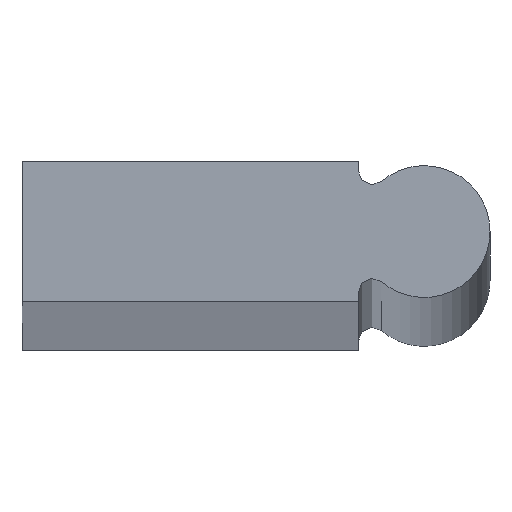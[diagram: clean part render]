
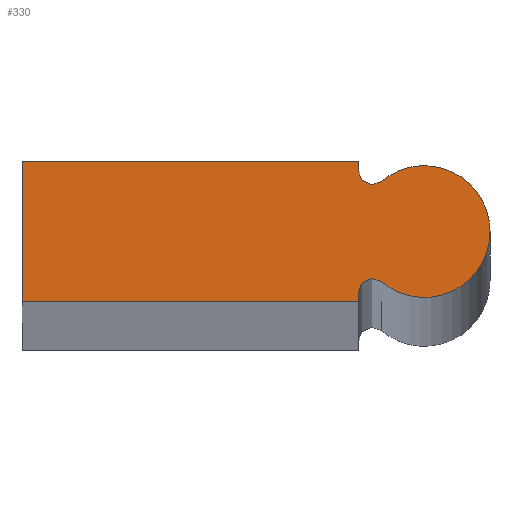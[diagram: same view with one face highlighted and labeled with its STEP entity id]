
A CAD part, top view. The second image highlights one B-rep face of the part: STEP entity #330.
In plain terms, the highlighted planar face has unit normal (0, 0, 1).
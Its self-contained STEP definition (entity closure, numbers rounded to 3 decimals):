
#9 = CIRCLE ( 'NONE', #206, 0.5 ) ;
#16 = VECTOR ( 'NONE', #229, 1000. ) ;
#17 = DIRECTION ( 'NONE',  ( 1., 0., 0. ) ) ;
#20 = EDGE_CURVE ( 'NONE', #283, #171, #362, .T. ) ;
#25 = ORIENTED_EDGE ( 'NONE', *, *, #71, .T. ) ;
#33 = ORIENTED_EDGE ( 'NONE', *, *, #369, .T. ) ;
#45 = DIRECTION ( 'NONE',  ( 0., 0., 1. ) ) ;
#50 = CARTESIAN_POINT ( 'NONE',  ( -6., 2.5, 500. ) ) ;
#54 = FACE_OUTER_BOUND ( 'NONE', #351, .T. ) ;
#55 = CARTESIAN_POINT ( 'NONE',  ( -6., 2.5, 500. ) ) ;
#57 = CARTESIAN_POINT ( 'NONE',  ( 0., 0., 500. ) ) ;
#64 = CARTESIAN_POINT ( 'NONE',  ( 6., 2.168, 500. ) ) ;
#71 = EDGE_CURVE ( 'NONE', #171, #137, #385, .T. ) ;
#75 = LINE ( 'NONE', #77, #178 ) ;
#77 = CARTESIAN_POINT ( 'NONE',  ( 6., 2.5, 500. ) ) ;
#81 = DIRECTION ( 'NONE',  ( 1., 0., 0. ) ) ;
#85 = CARTESIAN_POINT ( 'NONE',  ( -6., 2.5, 500. ) ) ;
#88 = EDGE_CURVE ( 'NONE', #137, #359, #324, .T. ) ;
#91 = DIRECTION ( 'NONE',  ( 1., 0., 0. ) ) ;
#94 = LINE ( 'NONE', #55, #16 ) ;
#101 = CARTESIAN_POINT ( 'NONE',  ( 6.825, -1.788, 500. ) ) ;
#107 = VECTOR ( 'NONE', #17, 1000. ) ;
#111 = CARTESIAN_POINT ( 'NONE',  ( 10.7, 0., 500. ) ) ;
#116 = DIRECTION ( 'NONE',  ( -1., 0., 0. ) ) ;
#117 = CIRCLE ( 'NONE', #247, 2.35 ) ;
#121 = CARTESIAN_POINT ( 'NONE',  ( 6., -2.5, 500. ) ) ;
#125 = VECTOR ( 'NONE', #293, 1000. ) ;
#137 = VERTEX_POINT ( 'NONE', #64 ) ;
#138 = DIRECTION ( 'NONE',  ( 1., 0., 0. ) ) ;
#139 = CARTESIAN_POINT ( 'NONE',  ( -6., -2.5, 500. ) ) ;
#148 = PLANE ( 'NONE',  #218 ) ;
#156 = VERTEX_POINT ( 'NONE', #85 ) ;
#171 = VERTEX_POINT ( 'NONE', #278 ) ;
#178 = VECTOR ( 'NONE', #181, 1000. ) ;
#179 = ORIENTED_EDGE ( 'NONE', *, *, #279, .T. ) ;
#181 = DIRECTION ( 'NONE',  ( 0., 1., 0. ) ) ;
#183 = CARTESIAN_POINT ( 'NONE',  ( 6., 2.5, 500. ) ) ;
#190 = DIRECTION ( 'NONE',  ( 0., 0., 1. ) ) ;
#193 = LINE ( 'NONE', #400, #107 ) ;
#196 = EDGE_CURVE ( 'NONE', #156, #409, #94, .T. ) ;
#203 = VECTOR ( 'NONE', #116, 1000. ) ;
#206 = AXIS2_PLACEMENT_3D ( 'NONE', #344, #274, #81 ) ;
#212 = AXIS2_PLACEMENT_3D ( 'NONE', #354, #323, #356 ) ;
#214 = ORIENTED_EDGE ( 'NONE', *, *, #271, .T. ) ;
#218 = AXIS2_PLACEMENT_3D ( 'NONE', #57, #282, #252 ) ;
#221 = VERTEX_POINT ( 'NONE', #346 ) ;
#227 = ORIENTED_EDGE ( 'NONE', *, *, #350, .T. ) ;
#229 = DIRECTION ( 'NONE',  ( 0., -1., 0. ) ) ;
#235 = CARTESIAN_POINT ( 'NONE',  ( 8.35, 0., 500. ) ) ;
#245 = ORIENTED_EDGE ( 'NONE', *, *, #196, .T. ) ;
#247 = AXIS2_PLACEMENT_3D ( 'NONE', #235, #45, #138 ) ;
#252 = DIRECTION ( 'NONE',  ( 1., 0., 0. ) ) ;
#271 = EDGE_CURVE ( 'NONE', #328, #221, #75, .T. ) ;
#274 = DIRECTION ( 'NONE',  ( 0., 0., -1. ) ) ;
#278 = CARTESIAN_POINT ( 'NONE',  ( 6.825, 1.788, 500. ) ) ;
#279 = EDGE_CURVE ( 'NONE', #221, #336, #9, .T. ) ;
#282 = DIRECTION ( 'NONE',  ( 0., 0., 1. ) ) ;
#283 = VERTEX_POINT ( 'NONE', #111 ) ;
#292 = ORIENTED_EDGE ( 'NONE', *, *, #88, .T. ) ;
#293 = DIRECTION ( 'NONE',  ( 0., 1., 0. ) ) ;
#301 = ORIENTED_EDGE ( 'NONE', *, *, #20, .T. ) ;
#307 = ORIENTED_EDGE ( 'NONE', *, *, #376, .T. ) ;
#323 = DIRECTION ( 'NONE',  ( 0., 0., -1. ) ) ;
#324 = LINE ( 'NONE', #389, #125 ) ;
#328 = VERTEX_POINT ( 'NONE', #121 ) ;
#330 = ADVANCED_FACE ( 'NONE', ( #54 ), #148, .T. ) ;
#336 = VERTEX_POINT ( 'NONE', #101 ) ;
#344 = CARTESIAN_POINT ( 'NONE',  ( 6.5, -2.168, 500. ) ) ;
#346 = CARTESIAN_POINT ( 'NONE',  ( 6., -2.168, 500. ) ) ;
#350 = EDGE_CURVE ( 'NONE', #359, #156, #377, .T. ) ;
#351 = EDGE_LOOP ( 'NONE', ( #245, #307, #214, #179, #33, #301, #25, #292, #227 ) ) ;
#354 = CARTESIAN_POINT ( 'NONE',  ( 6.5, 2.168, 500. ) ) ;
#356 = DIRECTION ( 'NONE',  ( -1., 0., 0. ) ) ;
#359 = VERTEX_POINT ( 'NONE', #183 ) ;
#362 = CIRCLE ( 'NONE', #380, 2.35 ) ;
#369 = EDGE_CURVE ( 'NONE', #336, #283, #117, .T. ) ;
#376 = EDGE_CURVE ( 'NONE', #409, #328, #193, .T. ) ;
#377 = LINE ( 'NONE', #50, #203 ) ;
#380 = AXIS2_PLACEMENT_3D ( 'NONE', #391, #190, #91 ) ;
#385 = CIRCLE ( 'NONE', #212, 0.5 ) ;
#389 = CARTESIAN_POINT ( 'NONE',  ( 6., 2.5, 500. ) ) ;
#391 = CARTESIAN_POINT ( 'NONE',  ( 8.35, 0., 500. ) ) ;
#400 = CARTESIAN_POINT ( 'NONE',  ( -6., -2.5, 500. ) ) ;
#409 = VERTEX_POINT ( 'NONE', #139 ) ;
